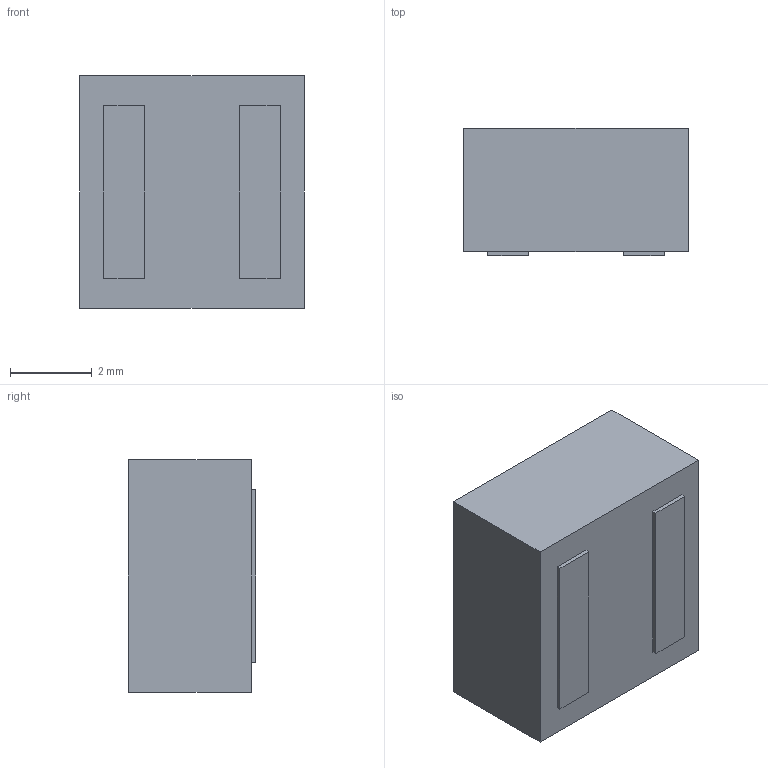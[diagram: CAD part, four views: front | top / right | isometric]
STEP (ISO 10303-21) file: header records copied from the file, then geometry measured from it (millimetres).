
FILE_DESCRIPTION (( 'STEP AP214' ), '1' );
FILE_NAME ('A83CA486-2208-4BE5-B05C-4DBFC737C713.STEP', '2025-04-07T10:24:20', ( '' ), ( '' ), 'SwSTEP 2.0', 'SolidWorks 2022', '' );
FILE_SCHEMA (( 'AUTOMOTIVE_DESIGN' ));
Length unit declared in the file: millimetre
Products named in the file (1): A83CA486-2208-4BE5-B05C-4DBFC737C713
Bounding box: 5.48 x 3.1 x 5.68 mm (x, y, z)
Volume: 94.2 mm3; surface area: 131.3 mm2
Topology: 1 solids, 1 shells, 75 faces, 195 edges, 130 vertices
Faces by surface type: plane 39, bspline 36
Entity records: 3874 total; most frequent: CARTESIAN_POINT 2057, ORIENTED_EDGE 390, DIRECTION 203, EDGE_CURVE 195, VERTEX_POINT 130, LINE 123, VECTOR 123, EDGE_LOOP 83
